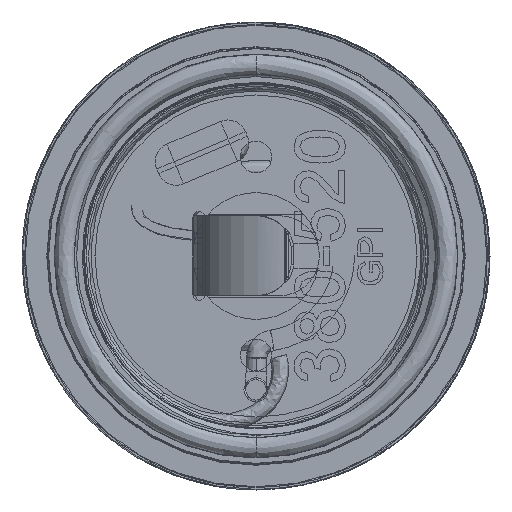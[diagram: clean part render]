
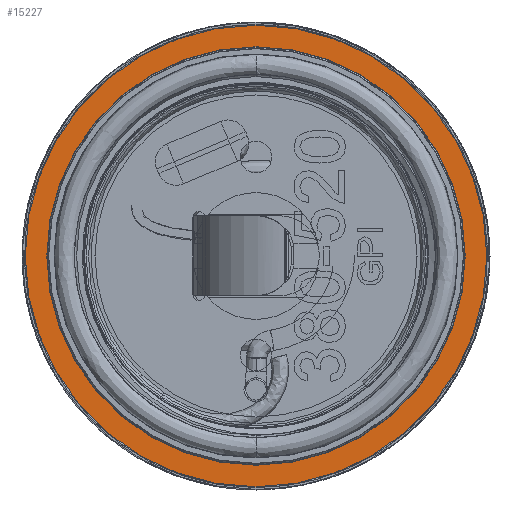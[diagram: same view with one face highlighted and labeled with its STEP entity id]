
A CAD part, front view. The second image highlights one B-rep face of the part: STEP entity #15227.
In plain terms, the highlighted planar face has unit normal (0, -1, 0).
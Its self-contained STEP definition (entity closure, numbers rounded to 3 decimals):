
#3717 = EDGE_CURVE ( 'NONE', #55805, #34479, #13761, .T. ) ;
#13761 = CIRCLE ( 'NONE', #60563, 18.2 ) ;
#15227 = ADVANCED_FACE ( 'NONE', ( #64199, #92924 ), #23864, .T. ) ;
#16291 = DIRECTION ( 'NONE',  ( 0., 0., -1. ) ) ;
#16371 = DIRECTION ( 'NONE',  ( 0., 1., 0. ) ) ;
#20722 = VERTEX_POINT ( 'NONE', #22364 ) ;
#22364 = CARTESIAN_POINT ( 'NONE',  ( 0., 0., -16.47 ) ) ;
#23864 = PLANE ( 'NONE',  #44367 ) ;
#24330 = CARTESIAN_POINT ( 'NONE',  ( 0., 0., 16.47 ) ) ;
#26305 = DIRECTION ( 'NONE',  ( 0., 0., -1. ) ) ;
#30127 = ORIENTED_EDGE ( 'NONE', *, *, #52753, .T. ) ;
#32388 = CIRCLE ( 'NONE', #72656, 16.47 ) ;
#34479 = VERTEX_POINT ( 'NONE', #91551 ) ;
#37097 = EDGE_LOOP ( 'NONE', ( #30127, #82195 ) ) ;
#37557 = DIRECTION ( 'NONE',  ( 0., 0., -1. ) ) ;
#39063 = CARTESIAN_POINT ( 'NONE',  ( 0., 0., 18.2 ) ) ;
#44367 = AXIS2_PLACEMENT_3D ( 'NONE', #79820, #56656, #50580 ) ;
#44449 = CIRCLE ( 'NONE', #55746, 18.2 ) ;
#47074 = EDGE_CURVE ( 'NONE', #34479, #55805, #44449, .T. ) ;
#47436 = DIRECTION ( 'NONE',  ( 0., 0., -1. ) ) ;
#50580 = DIRECTION ( 'NONE',  ( 0., 0., -1. ) ) ;
#52753 = EDGE_CURVE ( 'NONE', #20722, #58469, #91639, .T. ) ;
#54135 = CARTESIAN_POINT ( 'NONE',  ( 0., 0., 0. ) ) ;
#55746 = AXIS2_PLACEMENT_3D ( 'NONE', #54135, #69305, #16291 ) ;
#55805 = VERTEX_POINT ( 'NONE', #39063 ) ;
#56656 = DIRECTION ( 'NONE',  ( 0., -1., 0. ) ) ;
#58469 = VERTEX_POINT ( 'NONE', #24330 ) ;
#60563 = AXIS2_PLACEMENT_3D ( 'NONE', #78154, #77166, #47436 ) ;
#64199 = FACE_BOUND ( 'NONE', #37097, .T. ) ;
#68531 = ORIENTED_EDGE ( 'NONE', *, *, #47074, .T. ) ;
#69305 = DIRECTION ( 'NONE',  ( 0., -1., 0. ) ) ;
#72337 = AXIS2_PLACEMENT_3D ( 'NONE', #80240, #95359, #26305 ) ;
#72656 = AXIS2_PLACEMENT_3D ( 'NONE', #77390, #16371, #37557 ) ;
#77166 = DIRECTION ( 'NONE',  ( 0., -1., 0. ) ) ;
#77390 = CARTESIAN_POINT ( 'NONE',  ( 0., 0., 0. ) ) ;
#78154 = CARTESIAN_POINT ( 'NONE',  ( 0., 0., 0. ) ) ;
#79820 = CARTESIAN_POINT ( 'NONE',  ( 18.2, 0., 0. ) ) ;
#80240 = CARTESIAN_POINT ( 'NONE',  ( 0., 0., 0. ) ) ;
#82195 = ORIENTED_EDGE ( 'NONE', *, *, #84099, .T. ) ;
#84099 = EDGE_CURVE ( 'NONE', #58469, #20722, #32388, .T. ) ;
#86526 = EDGE_LOOP ( 'NONE', ( #68531, #88214 ) ) ;
#88214 = ORIENTED_EDGE ( 'NONE', *, *, #3717, .T. ) ;
#91551 = CARTESIAN_POINT ( 'NONE',  ( 0., 0., -18.2 ) ) ;
#91639 = CIRCLE ( 'NONE', #72337, 16.47 ) ;
#92924 = FACE_OUTER_BOUND ( 'NONE', #86526, .T. ) ;
#95359 = DIRECTION ( 'NONE',  ( 0., 1., 0. ) ) ;
